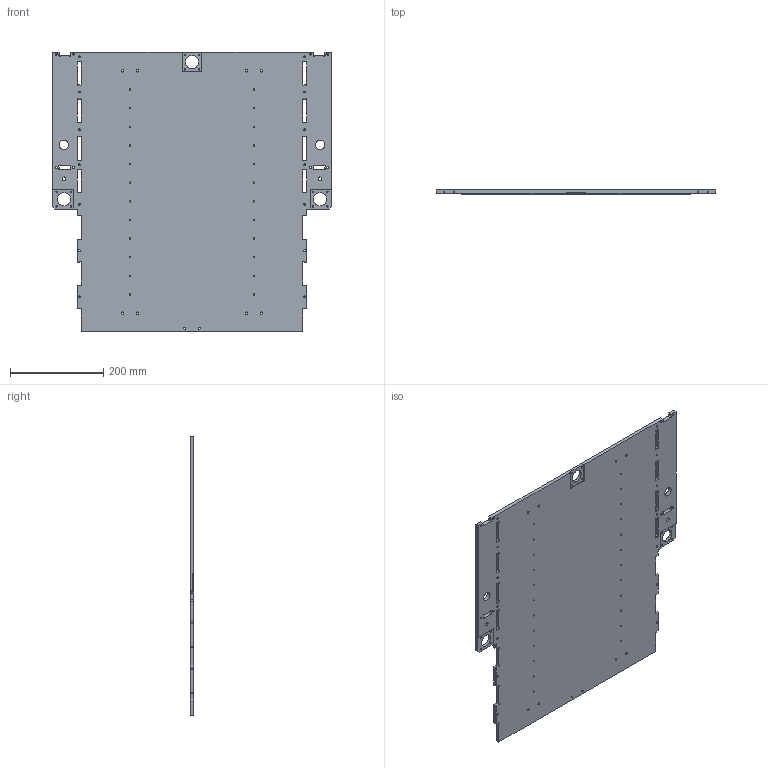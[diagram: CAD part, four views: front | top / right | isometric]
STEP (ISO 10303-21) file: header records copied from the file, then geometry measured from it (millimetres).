
FILE_DESCRIPTION(/* description */ (''),/* implementation_level */ '2;1');
FILE_NAME(/* name */ 'Bottom-plate-IIIS-rev1_8mm v1.step',/* time_stamp */ '2019-03-03T15:43:40+01:00',/* author */ ('emytass'),/* organization */ (''),/* preprocessor_version */ 'ST-DEVELOPER v17.2',/* originating_system */ 'Autodesk Translation Framework v7.6.0.251',/* authorisation */ '');
FILE_SCHEMA (('AUTOMOTIVE_DESIGN { 1 0 10303 214 3 1 1 }'));
Length unit declared in the file: millimetre
Products named in the file (1): Bottom-plate-IIIS-rev1_8mm
Bounding box: 600 x 8 x 600 mm (x, y, z)
Volume: 2566162.7 mm3; surface area: 681158.5 mm2
Topology: 1 solids, 1 shells, 219 faces, 666 edges, 449 vertices
Faces by surface type: cylinder 129, plane 90
Full cylindrical faces by diameter (mm): 3 x36, 4 x24, 5 x8, 8 x2, 20 x2, 28 x3
Entity records: 7965 total; most frequent: DIRECTION 1379, CARTESIAN_POINT 1335, ORIENTED_EDGE 1332, EDGE_CURVE 666, AXIS2_PLACEMENT_3D 493, VERTEX_POINT 449, LINE 393, VECTOR 393
